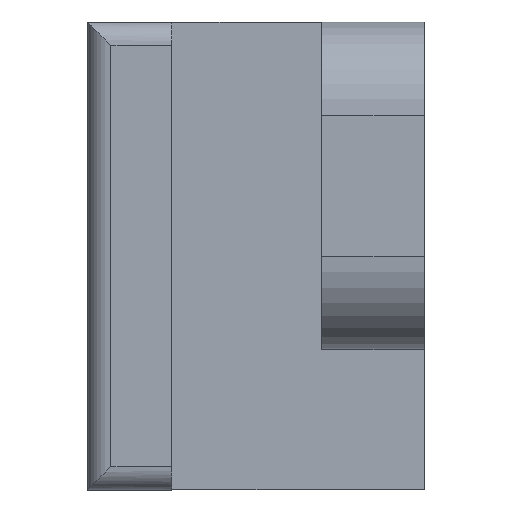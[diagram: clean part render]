
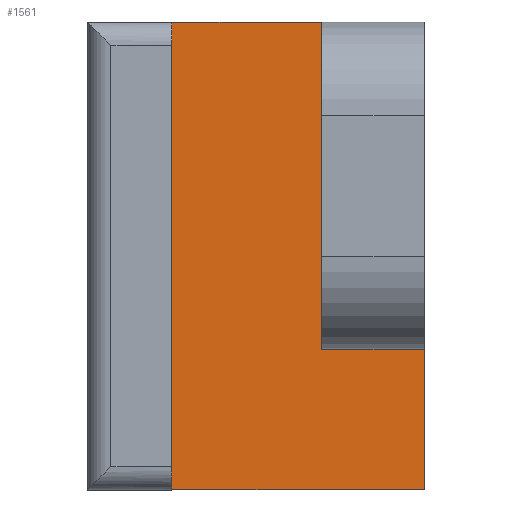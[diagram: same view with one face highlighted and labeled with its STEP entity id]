
A CAD part, left-side view. The second image highlights one B-rep face of the part: STEP entity #1561.
In plain terms, the highlighted planar face has unit normal (-1, 0, 0).
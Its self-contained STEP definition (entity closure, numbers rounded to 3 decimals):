
#79=PLANE('',#1638);
#164=FACE_OUTER_BOUND('',#255,.T.);
#255=EDGE_LOOP('',(#1413,#1414,#1415,#1416,#1417,#1418));
#361=LINE('',#2970,#492);
#375=LINE('',#3004,#506);
#382=LINE('',#3027,#513);
#386=LINE('',#3037,#517);
#387=LINE('',#3040,#518);
#389=LINE('',#3043,#520);
#492=VECTOR('',#1816,10.);
#506=VECTOR('',#1848,10.);
#513=VECTOR('',#1873,10.);
#517=VECTOR('',#1885,10.);
#518=VECTOR('',#1888,10.);
#520=VECTOR('',#1892,10.);
#731=VERTEX_POINT('',#2967);
#732=VERTEX_POINT('',#2969);
#742=VERTEX_POINT('',#3001);
#743=VERTEX_POINT('',#3003);
#750=VERTEX_POINT('',#3025);
#753=VERTEX_POINT('',#3039);
#943=EDGE_CURVE('',#731,#732,#361,.T.);
#961=EDGE_CURVE('',#743,#742,#375,.T.);
#973=EDGE_CURVE('',#742,#750,#382,.T.);
#978=EDGE_CURVE('',#731,#743,#386,.T.);
#979=EDGE_CURVE('',#753,#732,#387,.T.);
#981=EDGE_CURVE('',#753,#750,#389,.T.);
#1413=ORIENTED_EDGE('',*,*,#979,.T.);
#1414=ORIENTED_EDGE('',*,*,#943,.F.);
#1415=ORIENTED_EDGE('',*,*,#978,.T.);
#1416=ORIENTED_EDGE('',*,*,#961,.T.);
#1417=ORIENTED_EDGE('',*,*,#973,.T.);
#1418=ORIENTED_EDGE('',*,*,#981,.F.);
#1561=ADVANCED_FACE('',(#164),#79,.T.);
#1638=AXIS2_PLACEMENT_3D('',#3042,#1890,#1891);
#1816=DIRECTION('',(0.,-1.,0.));
#1848=DIRECTION('',(0.,-1.,0.));
#1873=DIRECTION('',(0.,0.,1.));
#1885=DIRECTION('',(0.,0.,-1.));
#1888=DIRECTION('',(0.,0.,1.));
#1890=DIRECTION('center_axis',(-1.,0.,0.));
#1891=DIRECTION('ref_axis',(0.,-1.,0.));
#1892=DIRECTION('',(0.,-1.,0.));
#2967=CARTESIAN_POINT('',(-208.,50.2,-21.5));
#2969=CARTESIAN_POINT('',(-208.,47.,-21.5));
#2970=CARTESIAN_POINT('',(-208.,49.2,-21.5));
#3001=CARTESIAN_POINT('',(-208.,44.8,-31.5));
#3003=CARTESIAN_POINT('',(-208.,50.2,-31.5));
#3004=CARTESIAN_POINT('',(-208.,50.,-31.5));
#3025=CARTESIAN_POINT('',(-208.,44.8,-28.5));
#3027=CARTESIAN_POINT('',(-208.,44.8,-31.5));
#3037=CARTESIAN_POINT('',(-208.,50.2,-28.5));
#3039=CARTESIAN_POINT('',(-208.,47.,-28.5));
#3040=CARTESIAN_POINT('',(-208.,47.,-28.5));
#3042=CARTESIAN_POINT('Origin',(-208.,50.,-28.5));
#3043=CARTESIAN_POINT('',(-208.,49.2,-28.5));
